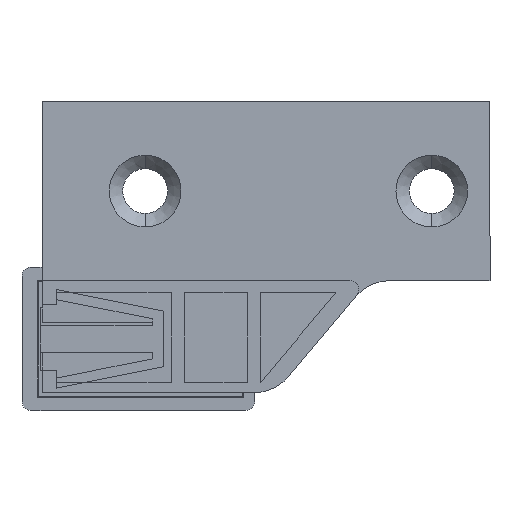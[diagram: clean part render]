
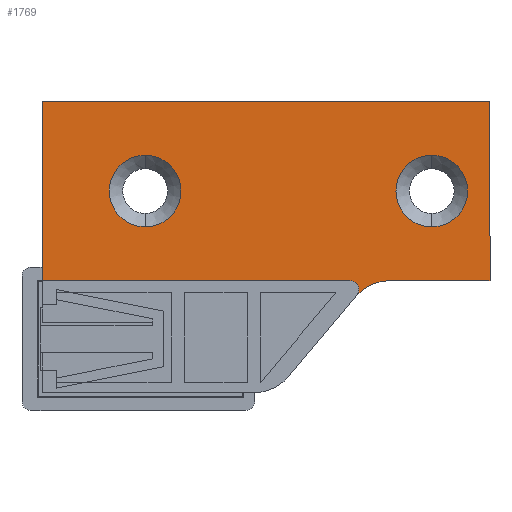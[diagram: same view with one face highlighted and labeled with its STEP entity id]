
A CAD part, left-side view. The second image highlights one B-rep face of the part: STEP entity #1769.
In plain terms, the highlighted face is planar.
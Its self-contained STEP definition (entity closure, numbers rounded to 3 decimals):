
#10 = VERTEX_POINT ( 'NONE', #33 ) ;
#23 = CIRCLE ( 'NONE', #2218, 4. ) ;
#33 = CARTESIAN_POINT ( 'NONE',  ( 14., -43.5, -1.75 ) ) ;
#38 = FACE_BOUND ( 'NONE', #3844, .T. ) ;
#152 = CARTESIAN_POINT ( 'NONE',  ( 10., -11.5, -1.75 ) ) ;
#162 = EDGE_CURVE ( 'NONE', #1979, #10, #1574, .T. ) ;
#254 = AXIS2_PLACEMENT_3D ( 'NONE', #3758, #1087, #1771 ) ;
#271 = EDGE_CURVE ( 'NONE', #3953, #1552, #1513, .T. ) ;
#285 = ORIENTED_EDGE ( 'NONE', *, *, #162, .T. ) ;
#316 = DIRECTION ( 'NONE',  ( 1., 0., 0. ) ) ;
#318 = CARTESIAN_POINT ( 'NONE',  ( 10., -11.5, -1.75 ) ) ;
#371 = CARTESIAN_POINT ( 'NONE',  ( 21.784, -35.001, -1.75 ) ) ;
#398 = EDGE_CURVE ( 'NONE', #3943, #2622, #3998, .T. ) ;
#449 = CARTESIAN_POINT ( 'NONE',  ( 6., -43.5, -1.75 ) ) ;
#499 = VERTEX_POINT ( 'NONE', #1606 ) ;
#559 = ORIENTED_EDGE ( 'NONE', *, *, #1100, .T. ) ;
#564 = VECTOR ( 'NONE', #3306, 1000. ) ;
#603 = CARTESIAN_POINT ( 'NONE',  ( 0., 0., -1.75 ) ) ;
#610 = ORIENTED_EDGE ( 'NONE', *, *, #398, .F. ) ;
#627 = CARTESIAN_POINT ( 'NONE',  ( 1.625, -51.935, -1.75 ) ) ;
#642 = DIRECTION ( 'NONE',  ( 1., 0., 0. ) ) ;
#699 = VERTEX_POINT ( 'NONE', #3443 ) ;
#754 = ORIENTED_EDGE ( 'NONE', *, *, #1597, .T. ) ;
#804 = DIRECTION ( 'NONE',  ( 1., 0., 0. ) ) ;
#821 = DIRECTION ( 'NONE',  ( 1., 0., 0. ) ) ;
#951 = AXIS2_PLACEMENT_3D ( 'NONE', #2409, #4099, #821 ) ;
#1013 = DIRECTION ( 'NONE',  ( 0., 0., 1. ) ) ;
#1035 = DIRECTION ( 'NONE',  ( 0., 0., 1. ) ) ;
#1042 = VECTOR ( 'NONE', #3264, 1000. ) ;
#1053 = ORIENTED_EDGE ( 'NONE', *, *, #271, .F. ) ;
#1058 = AXIS2_PLACEMENT_3D ( 'NONE', #3989, #1035, #3328 ) ;
#1087 = DIRECTION ( 'NONE',  ( 0., 0., 1. ) ) ;
#1100 = EDGE_CURVE ( 'NONE', #699, #2622, #1881, .T. ) ;
#1132 = AXIS2_PLACEMENT_3D ( 'NONE', #2785, #2130, #3453 ) ;
#1245 = CARTESIAN_POINT ( 'NONE',  ( 0., -50., -1.75 ) ) ;
#1271 = CARTESIAN_POINT ( 'NONE',  ( 0., -50., -1.75 ) ) ;
#1332 = VERTEX_POINT ( 'NONE', #2329 ) ;
#1363 = FACE_BOUND ( 'NONE', #2397, .T. ) ;
#1387 = CIRCLE ( 'NONE', #3313, 4. ) ;
#1448 = VECTOR ( 'NONE', #2553, 1000. ) ;
#1485 = CIRCLE ( 'NONE', #3814, 4. ) ;
#1513 = LINE ( 'NONE', #603, #4139 ) ;
#1552 = VERTEX_POINT ( 'NONE', #1807 ) ;
#1574 = CIRCLE ( 'NONE', #254, 4. ) ;
#1581 = ORIENTED_EDGE ( 'NONE', *, *, #2516, .F. ) ;
#1597 = EDGE_CURVE ( 'NONE', #10, #1979, #23, .T. ) ;
#1606 = CARTESIAN_POINT ( 'NONE',  ( 14., -11.5, -1.75 ) ) ;
#1620 = CARTESIAN_POINT ( 'NONE',  ( 10., -43.5, -1.75 ) ) ;
#1636 = VERTEX_POINT ( 'NONE', #1271 ) ;
#1693 = LINE ( 'NONE', #3009, #564 ) ;
#1718 = ORIENTED_EDGE ( 'NONE', *, *, #3413, .F. ) ;
#1749 = DIRECTION ( 'NONE',  ( 0., 0., 1. ) ) ;
#1769 = ADVANCED_FACE ( 'NONE', ( #1363, #38, #2342 ), #2669, .F. ) ;
#1771 = DIRECTION ( 'NONE',  ( 1., 0., 0. ) ) ;
#1804 = EDGE_CURVE ( 'NONE', #1636, #1552, #1693, .T. ) ;
#1807 = CARTESIAN_POINT ( 'NONE',  ( 0., 0., -1.75 ) ) ;
#1881 = CIRCLE ( 'NONE', #1132, 1. ) ;
#1899 = DIRECTION ( 'NONE',  ( -1., 0., 0. ) ) ;
#1969 = LINE ( 'NONE', #3633, #2388 ) ;
#1979 = VERTEX_POINT ( 'NONE', #449 ) ;
#2036 = ORIENTED_EDGE ( 'NONE', *, *, #4069, .T. ) ;
#2113 = EDGE_CURVE ( 'NONE', #1332, #499, #1387, .T. ) ;
#2130 = DIRECTION ( 'NONE',  ( 0., 0., 1. ) ) ;
#2153 = LINE ( 'NONE', #2847, #3118 ) ;
#2218 = AXIS2_PLACEMENT_3D ( 'NONE', #1620, #1013, #316 ) ;
#2329 = CARTESIAN_POINT ( 'NONE',  ( 6., -11.5, -1.75 ) ) ;
#2342 = FACE_OUTER_BOUND ( 'NONE', #4106, .T. ) ;
#2388 = VECTOR ( 'NONE', #4261, 1000. ) ;
#2397 = EDGE_LOOP ( 'NONE', ( #285, #754 ) ) ;
#2409 = CARTESIAN_POINT ( 'NONE',  ( 25., -38.83, -1.75 ) ) ;
#2427 = VERTEX_POINT ( 'NONE', #3227 ) ;
#2516 = EDGE_CURVE ( 'NONE', #1636, #2427, #4200, .T. ) ;
#2553 = DIRECTION ( 'NONE',  ( 1., 0., 0. ) ) ;
#2622 = VERTEX_POINT ( 'NONE', #3797 ) ;
#2669 = PLANE ( 'NONE',  #1058 ) ;
#2785 = CARTESIAN_POINT ( 'NONE',  ( 21., -34.354, -1.75 ) ) ;
#2805 = CIRCLE ( 'NONE', #951, 5. ) ;
#2847 = CARTESIAN_POINT ( 'NONE',  ( 20., -50., -1.75 ) ) ;
#2950 = ORIENTED_EDGE ( 'NONE', *, *, #3994, .F. ) ;
#2954 = CARTESIAN_POINT ( 'NONE',  ( 20., -38.83, -1.75 ) ) ;
#3009 = CARTESIAN_POINT ( 'NONE',  ( 0., -50., -1.75 ) ) ;
#3093 = VERTEX_POINT ( 'NONE', #2954 ) ;
#3118 = VECTOR ( 'NONE', #3192, 1000. ) ;
#3192 = DIRECTION ( 'NONE',  ( 0., 1., 0. ) ) ;
#3227 = CARTESIAN_POINT ( 'NONE',  ( 20., -50., -1.75 ) ) ;
#3264 = DIRECTION ( 'NONE',  ( -0.766, -0.643, 0. ) ) ;
#3306 = DIRECTION ( 'NONE',  ( 0., 1., 0. ) ) ;
#3313 = AXIS2_PLACEMENT_3D ( 'NONE', #318, #3880, #642 ) ;
#3328 = DIRECTION ( 'NONE',  ( 1., 0., 0. ) ) ;
#3413 = EDGE_CURVE ( 'NONE', #2427, #3093, #2153, .T. ) ;
#3443 = CARTESIAN_POINT ( 'NONE',  ( 20., -34.354, -1.75 ) ) ;
#3453 = DIRECTION ( 'NONE',  ( 1., 0., 0. ) ) ;
#3624 = ORIENTED_EDGE ( 'NONE', *, *, #3649, .T. ) ;
#3633 = CARTESIAN_POINT ( 'NONE',  ( 20., -50., -1.75 ) ) ;
#3649 = EDGE_CURVE ( 'NONE', #499, #1332, #1485, .T. ) ;
#3758 = CARTESIAN_POINT ( 'NONE',  ( 10., -43.5, -1.75 ) ) ;
#3797 = CARTESIAN_POINT ( 'NONE',  ( 21.643, -35.12, -1.75 ) ) ;
#3814 = AXIS2_PLACEMENT_3D ( 'NONE', #152, #1749, #804 ) ;
#3844 = EDGE_LOOP ( 'NONE', ( #4243, #3624 ) ) ;
#3880 = DIRECTION ( 'NONE',  ( 0., 0., 1. ) ) ;
#3943 = VERTEX_POINT ( 'NONE', #371 ) ;
#3953 = VERTEX_POINT ( 'NONE', #3956 ) ;
#3956 = CARTESIAN_POINT ( 'NONE',  ( 20., 0., -1.75 ) ) ;
#3989 = CARTESIAN_POINT ( 'NONE',  ( 0., -50., -1.75 ) ) ;
#3994 = EDGE_CURVE ( 'NONE', #699, #3953, #1969, .T. ) ;
#3998 = LINE ( 'NONE', #627, #1042 ) ;
#4069 = EDGE_CURVE ( 'NONE', #3943, #3093, #2805, .T. ) ;
#4074 = ORIENTED_EDGE ( 'NONE', *, *, #1804, .T. ) ;
#4099 = DIRECTION ( 'NONE',  ( 0., 0., 1. ) ) ;
#4106 = EDGE_LOOP ( 'NONE', ( #2950, #559, #610, #2036, #1718, #1581, #4074, #1053 ) ) ;
#4139 = VECTOR ( 'NONE', #1899, 1000. ) ;
#4200 = LINE ( 'NONE', #1245, #1448 ) ;
#4243 = ORIENTED_EDGE ( 'NONE', *, *, #2113, .T. ) ;
#4261 = DIRECTION ( 'NONE',  ( 0., 1., 0. ) ) ;
